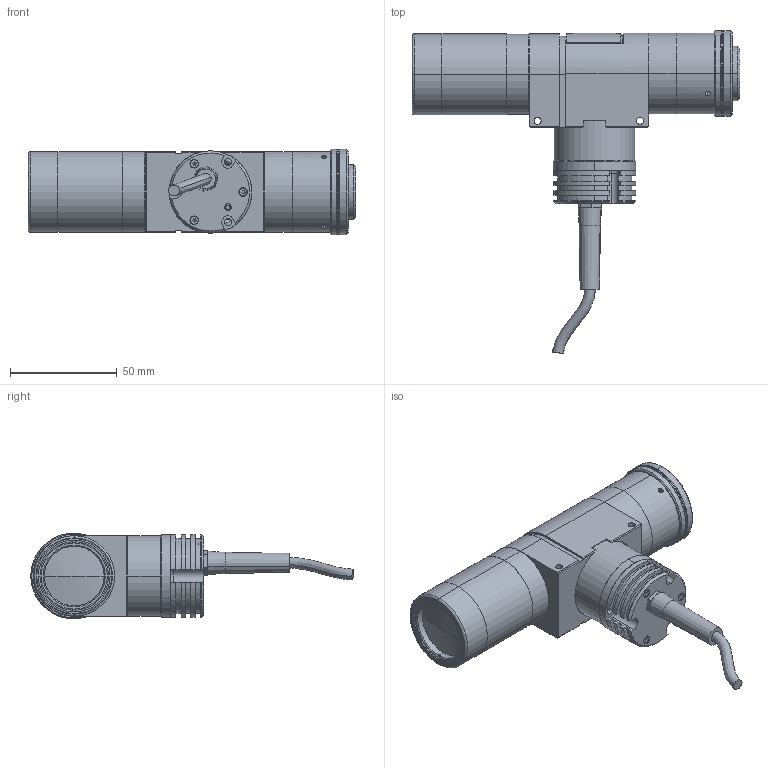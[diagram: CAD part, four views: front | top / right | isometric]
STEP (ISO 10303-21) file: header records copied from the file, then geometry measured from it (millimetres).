
FILE_DESCRIPTION (( 'STEP AP214' ), '1' );
FILE_NAME ('TCCX066.STEP', '2014-11-06T15:58:44', ( '' ), ( '' ), 'SwSTEP 2.0', 'SolidWorks 2013', '' );
FILE_SCHEMA (( 'AUTOMOTIVE_DESIGN' ));
Length unit declared in the file: millimetre
Products named in the file (1): TCCX066
Bounding box: 153.28 x 150.78 x 40 mm (x, y, z)
Surface area: 39773.1 mm2 (no closed solid volume)
Topology: 0 solids, 34 shells, 298 faces, 883 edges, 612 vertices
Faces by surface type: plane 146, cylinder 113, cone 25, torus 10, sphere 2, bspline 2
Entity records: 13707 total; most frequent: CARTESIAN_POINT 2277, DIRECTION 1802, ORIENTED_EDGE 1481, EDGE_CURVE 879, AXIS2_PLACEMENT_3D 661, VERTEX_POINT 612, VECTOR 480, LINE 480
